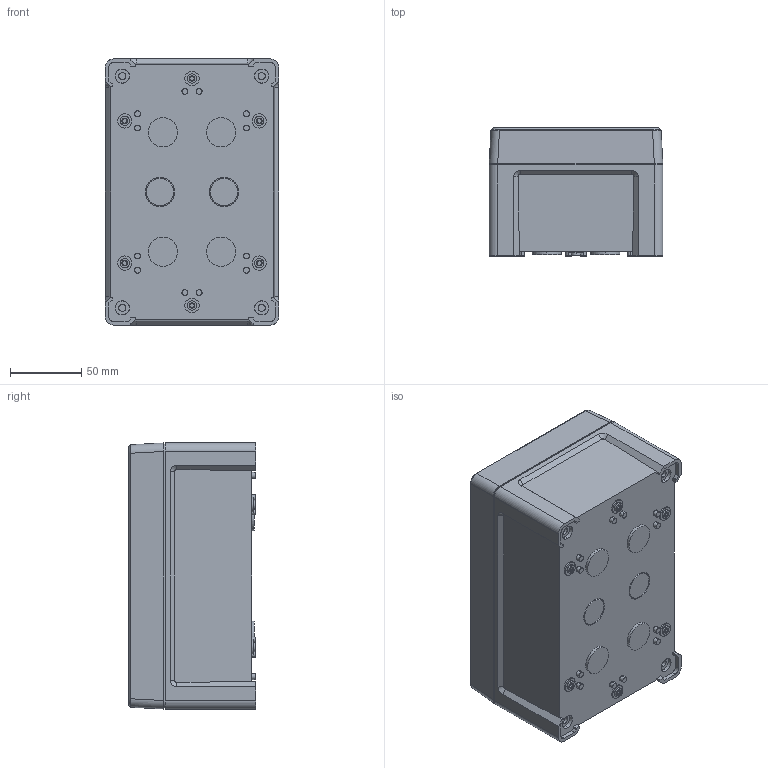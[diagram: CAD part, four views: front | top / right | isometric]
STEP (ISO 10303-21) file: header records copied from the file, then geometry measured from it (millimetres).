
FILE_DESCRIPTION (( 'STEP AP214' ), '1' );
FILE_NAME ('5814000_FIBOX_TEMPO_TA_191209.STEP', '2023-02-23T11:20:23', ( '' ), ( '' ), 'SwSTEP 2.0', 'SolidWorks 2021', '' );
FILE_SCHEMA (( 'AUTOMOTIVE_DESIGN' ));
Length unit declared in the file: millimetre
Products named in the file (4): FIBOX_MNXSS14551H; FIBOX TEMPO 1912 Base; FIBOX TEMPO 1912 Cover; 5814000_FIBOX_TEMPO_TA_191209
Assembly tree (6 placements, depth 2):
  5814000_FIBOX_TEMPO_TA_191209
    FIBOX TEMPO 1912 Base
    FIBOX TEMPO 1912 Cover
    FIBOX_MNXSS14551H  x4
Bounding box: 122.2 x 89.9 x 187.2 mm (x, y, z)
Volume: 353461.6 mm3; surface area: 214463.6 mm2
Topology: 6 solids, 6 shells, 780 faces, 1848 edges, 1202 vertices
Faces by surface type: plane 378, cone 268, cylinder 104, bspline 16, torus 14
Entity records: 22204 total; most frequent: CARTESIAN_POINT 4934, DIRECTION 3560, ORIENTED_EDGE 3288, EDGE_CURVE 1644, AXIS2_PLACEMENT_3D 1354, VERTEX_POINT 1070, VECTOR 852, LINE 852
